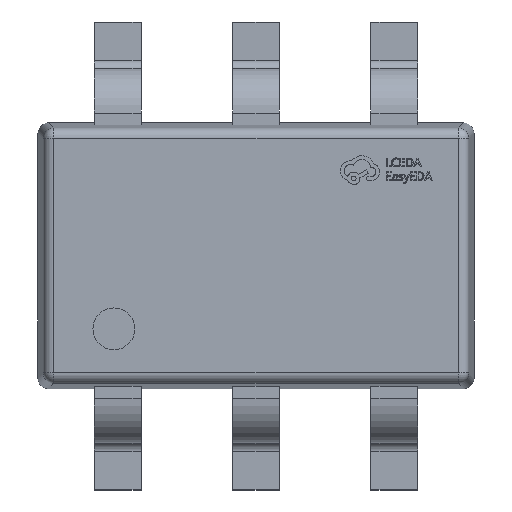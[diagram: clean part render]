
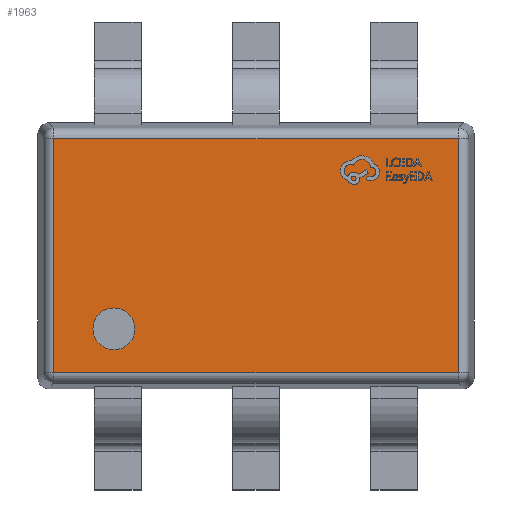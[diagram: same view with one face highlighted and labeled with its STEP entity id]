
A CAD part, top view. The second image highlights one B-rep face of the part: STEP entity #1963.
In plain terms, the highlighted planar face has unit normal (0, 0, 1).
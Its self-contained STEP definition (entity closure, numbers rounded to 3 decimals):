
#868 = CARTESIAN_POINT ( 'NONE',  ( 0., 0., 0.4 ) ) ;
#1036 = ORIENTED_EDGE ( 'NONE', *, *, #7208, .T. ) ;
#1600 = VECTOR ( 'NONE', #8827, 1000. ) ;
#1963 = ADVANCED_FACE ( 'NONE', ( #19088, #15949 ), #8197, .T. ) ;
#2610 = ORIENTED_EDGE ( 'NONE', *, *, #15276, .F. ) ;
#2651 = CIRCLE ( 'NONE', #13789, 0.098 ) ;
#3642 = CARTESIAN_POINT ( 'NONE',  ( 0.95, 0.597, 0.4 ) ) ;
#3867 = AXIS2_PLACEMENT_3D ( 'NONE', #16230, #17617, #14518 ) ;
#4271 = VECTOR ( 'NONE', #14089, 1000. ) ;
#4302 = CARTESIAN_POINT ( 'NONE',  ( -0.95, -0.55, 0.4 ) ) ;
#4960 = VECTOR ( 'NONE', #13979, 1000. ) ;
#5108 = DIRECTION ( 'NONE',  ( 1., 0., 0. ) ) ;
#5143 = LINE ( 'NONE', #3642, #4271 ) ;
#5333 = ORIENTED_EDGE ( 'NONE', *, *, #8548, .T. ) ;
#5404 = DIRECTION ( 'NONE',  ( 0., 0., 1. ) ) ;
#5432 = EDGE_LOOP ( 'NONE', ( #14932, #2610 ) ) ;
#5748 = CARTESIAN_POINT ( 'NONE',  ( 0.997, -0.55, 0.4 ) ) ;
#5815 = CIRCLE ( 'NONE', #3867, 0.098 ) ;
#6971 = CARTESIAN_POINT ( 'NONE',  ( -0.95, 0.55, 0.4 ) ) ;
#7208 = EDGE_CURVE ( 'NONE', #7574, #13472, #11103, .T. ) ;
#7574 = VERTEX_POINT ( 'NONE', #6971 ) ;
#8197 = PLANE ( 'NONE',  #9796 ) ;
#8333 = VERTEX_POINT ( 'NONE', #14041 ) ;
#8548 = EDGE_CURVE ( 'NONE', #8333, #7574, #18881, .T. ) ;
#8827 = DIRECTION ( 'NONE',  ( 1., 0., 0. ) ) ;
#9488 = VECTOR ( 'NONE', #9886, 1000. ) ;
#9599 = CARTESIAN_POINT ( 'NONE',  ( -0.668, -0.344, 0.4 ) ) ;
#9796 = AXIS2_PLACEMENT_3D ( 'NONE', #868, #15758, #5108 ) ;
#9886 = DIRECTION ( 'NONE',  ( -1., 0., 0. ) ) ;
#9898 = EDGE_CURVE ( 'NONE', #17991, #8333, #5143, .T. ) ;
#10758 = CARTESIAN_POINT ( 'NONE',  ( 0.95, -0.55, 0.4 ) ) ;
#10865 = CARTESIAN_POINT ( 'NONE',  ( -0.57, -0.344, 0.4 ) ) ;
#10910 = ORIENTED_EDGE ( 'NONE', *, *, #9898, .T. ) ;
#11091 = CARTESIAN_POINT ( 'NONE',  ( -0.767, -0.344, 0.4 ) ) ;
#11103 = LINE ( 'NONE', #18517, #4960 ) ;
#11365 = CARTESIAN_POINT ( 'NONE',  ( -0.997, 0.55, 0.4 ) ) ;
#11577 = EDGE_CURVE ( 'NONE', #14686, #15270, #5815, .T. ) ;
#13160 = DIRECTION ( 'NONE',  ( 1., 0., 0. ) ) ;
#13472 = VERTEX_POINT ( 'NONE', #4302 ) ;
#13789 = AXIS2_PLACEMENT_3D ( 'NONE', #9599, #5404, #13160 ) ;
#13979 = DIRECTION ( 'NONE',  ( 0., -1., 0. ) ) ;
#14041 = CARTESIAN_POINT ( 'NONE',  ( 0.95, 0.55, 0.4 ) ) ;
#14089 = DIRECTION ( 'NONE',  ( 0., 1., 0. ) ) ;
#14149 = EDGE_CURVE ( 'NONE', #13472, #17991, #16402, .T. ) ;
#14518 = DIRECTION ( 'NONE',  ( 1., 0., 0. ) ) ;
#14686 = VERTEX_POINT ( 'NONE', #10865 ) ;
#14932 = ORIENTED_EDGE ( 'NONE', *, *, #11577, .F. ) ;
#15270 = VERTEX_POINT ( 'NONE', #11091 ) ;
#15276 = EDGE_CURVE ( 'NONE', #15270, #14686, #2651, .T. ) ;
#15758 = DIRECTION ( 'NONE',  ( 0., 0., 1. ) ) ;
#15949 = FACE_BOUND ( 'NONE', #5432, .T. ) ;
#16230 = CARTESIAN_POINT ( 'NONE',  ( -0.668, -0.344, 0.4 ) ) ;
#16402 = LINE ( 'NONE', #5748, #1600 ) ;
#17617 = DIRECTION ( 'NONE',  ( 0., 0., 1. ) ) ;
#17991 = VERTEX_POINT ( 'NONE', #10758 ) ;
#18517 = CARTESIAN_POINT ( 'NONE',  ( -0.95, -0.597, 0.4 ) ) ;
#18881 = LINE ( 'NONE', #11365, #9488 ) ;
#19033 = ORIENTED_EDGE ( 'NONE', *, *, #14149, .T. ) ;
#19088 = FACE_OUTER_BOUND ( 'NONE', #19511, .T. ) ;
#19511 = EDGE_LOOP ( 'NONE', ( #19033, #10910, #5333, #1036 ) ) ;
